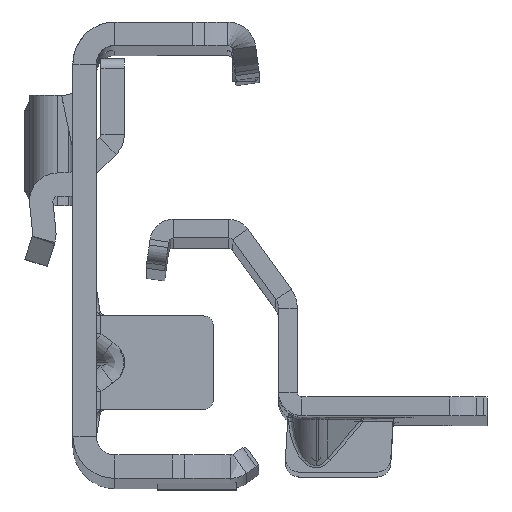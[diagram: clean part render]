
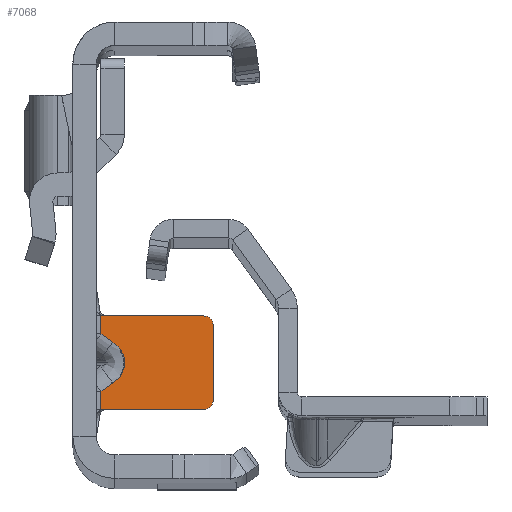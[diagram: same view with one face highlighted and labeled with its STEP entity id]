
A CAD part, top view. The second image highlights one B-rep face of the part: STEP entity #7068.
In plain terms, the highlighted planar face has unit normal (0, 0, 1).
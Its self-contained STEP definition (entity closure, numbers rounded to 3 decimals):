
#89 = VECTOR ( 'NONE', #10012, 1000. ) ;
#194 = CARTESIAN_POINT ( 'NONE',  ( 1.757, -12.792, -591.5 ) ) ;
#241 = CARTESIAN_POINT ( 'NONE',  ( -1.826, -15.6, -591.5 ) ) ;
#622 = VECTOR ( 'NONE', #2847, 1000. ) ;
#752 = ORIENTED_EDGE ( 'NONE', *, *, #5316, .T. ) ;
#876 = CARTESIAN_POINT ( 'NONE',  ( 11.5, -14.6, -591.5 ) ) ;
#1818 = VERTEX_POINT ( 'NONE', #15171 ) ;
#2111 = CARTESIAN_POINT ( 'NONE',  ( 11.5, -6.6, -591.5 ) ) ;
#2444 = ORIENTED_EDGE ( 'NONE', *, *, #17232, .F. ) ;
#2644 = EDGE_CURVE ( 'NONE', #17446, #12633, #7187, .T. ) ;
#2847 = DIRECTION ( 'NONE',  ( 1., 0., 0. ) ) ;
#3014 = VECTOR ( 'NONE', #8449, 1000. ) ;
#3165 = VECTOR ( 'NONE', #17391, 1000. ) ;
#3258 = ORIENTED_EDGE ( 'NONE', *, *, #12494, .T. ) ;
#3276 = DIRECTION ( 'NONE',  ( 0., 0., -1. ) ) ;
#3278 = DIRECTION ( 'NONE',  ( 0., 1., 0. ) ) ;
#3553 = LINE ( 'NONE', #4701, #4237 ) ;
#3913 = VERTEX_POINT ( 'NONE', #5918 ) ;
#4237 = VECTOR ( 'NONE', #3278, 1000. ) ;
#4360 = CARTESIAN_POINT ( 'NONE',  ( 0.708, -15.6, -591.5 ) ) ;
#4424 = CARTESIAN_POINT ( 'NONE',  ( 1.367, -8.131, -591.5 ) ) ;
#4577 = VECTOR ( 'NONE', #15520, 1000. ) ;
#4604 = DIRECTION ( 'NONE',  ( 0., 1., 0. ) ) ;
#4701 = CARTESIAN_POINT ( 'NONE',  ( 0.5, 22.3, -591.5 ) ) ;
#4870 = CARTESIAN_POINT ( 'NONE',  ( 1.757, -12.792, -591.5 ) ) ;
#4891 = CARTESIAN_POINT ( 'NONE',  ( -37.326, 22.3, -591.5 ) ) ;
#5023 = LINE ( 'NONE', #16639, #16811 ) ;
#5126 = AXIS2_PLACEMENT_3D ( 'NONE', #4891, #3276, #4604 ) ;
#5316 = EDGE_CURVE ( 'NONE', #1818, #8425, #18381, .T. ) ;
#5686 = ORIENTED_EDGE ( 'NONE', *, *, #13300, .T. ) ;
#5875 = VERTEX_POINT ( 'NONE', #17629 ) ;
#5918 = CARTESIAN_POINT ( 'NONE',  ( 11.5, -15.6, -591.5 ) ) ;
#6077 = CARTESIAN_POINT ( 'NONE',  ( 11.5, -5.6, -591.5 ) ) ;
#6967 = ORIENTED_EDGE ( 'NONE', *, *, #7881, .F. ) ;
#7068 = ADVANCED_FACE ( 'NONE', ( #8912 ), #11916, .F. ) ;
#7075 = EDGE_CURVE ( 'NONE', #11129, #11280, #16837, .T. ) ;
#7187 = CIRCLE ( 'NONE', #13626, 1. ) ;
#7525 = LINE ( 'NONE', #241, #622 ) ;
#7563 = DIRECTION ( 'NONE',  ( 0., -1., 0. ) ) ;
#7697 = CARTESIAN_POINT ( 'NONE',  ( 12.5, -6.6, -591.5 ) ) ;
#7881 = EDGE_CURVE ( 'NONE', #17827, #5875, #3553, .T. ) ;
#7900 = DIRECTION ( 'NONE',  ( 0., 1., 0. ) ) ;
#7998 = DIRECTION ( 'NONE',  ( -1., 0., 0. ) ) ;
#8116 = LINE ( 'NONE', #18299, #4577 ) ;
#8425 = VERTEX_POINT ( 'NONE', #13585 ) ;
#8449 = DIRECTION ( 'NONE',  ( 1., 0., 0. ) ) ;
#8591 = AXIS2_PLACEMENT_3D ( 'NONE', #876, #12677, #16691 ) ;
#8912 = FACE_OUTER_BOUND ( 'NONE', #15622, .T. ) ;
#8998 = DIRECTION ( 'NONE',  ( 0., 0., 1. ) ) ;
#9172 = EDGE_CURVE ( 'NONE', #5875, #11129, #8116, .T. ) ;
#9398 = EDGE_CURVE ( 'NONE', #17827, #17126, #7525, .T. ) ;
#9848 = VERTEX_POINT ( 'NONE', #15648 ) ;
#9887 = CARTESIAN_POINT ( 'NONE',  ( -1.826, -15.6, -591.5 ) ) ;
#9975 = LINE ( 'NONE', #9887, #3014 ) ;
#10012 = DIRECTION ( 'NONE',  ( -1., 0., 0. ) ) ;
#10407 = CARTESIAN_POINT ( 'NONE',  ( 12.5, -14.6, -591.5 ) ) ;
#10561 = CARTESIAN_POINT ( 'NONE',  ( 3.573, -9.692, -591.5 ) ) ;
#10753 = CARTESIAN_POINT ( 'NONE',  ( 3.573, -11.508, -591.5 ) ) ;
#10930 = ORIENTED_EDGE ( 'NONE', *, *, #17125, .T. ) ;
#11129 = VERTEX_POINT ( 'NONE', #4870 ) ;
#11280 = VERTEX_POINT ( 'NONE', #11304 ) ;
#11304 = CARTESIAN_POINT ( 'NONE',  ( 1.757, -8.408, -591.5 ) ) ;
#11321 = VECTOR ( 'NONE', #11675, 1000. ) ;
#11476 = CARTESIAN_POINT ( 'NONE',  ( -1.826, -5.6, -591.5 ) ) ;
#11675 = DIRECTION ( 'NONE',  ( 0., 1., 0. ) ) ;
#11858 = LINE ( 'NONE', #16453, #11321 ) ;
#11916 = PLANE ( 'NONE',  #5126 ) ;
#12494 = EDGE_CURVE ( 'NONE', #12633, #1818, #18969, .T. ) ;
#12552 = CARTESIAN_POINT ( 'NONE',  ( 0.5, -15.6, -591.5 ) ) ;
#12633 = VERTEX_POINT ( 'NONE', #6077 ) ;
#12677 = DIRECTION ( 'NONE',  ( 0., 0., 1. ) ) ;
#12846 = EDGE_CURVE ( 'NONE', #11280, #9848, #13966, .T. ) ;
#13288 = ORIENTED_EDGE ( 'NONE', *, *, #18527, .T. ) ;
#13300 = EDGE_CURVE ( 'NONE', #17126, #3913, #9975, .T. ) ;
#13585 = CARTESIAN_POINT ( 'NONE',  ( 0.5, -5.6, -591.5 ) ) ;
#13626 = AXIS2_PLACEMENT_3D ( 'NONE', #2111, #8998, #7563 ) ;
#13966 = LINE ( 'NONE', #4424, #3165 ) ;
#14587 = VECTOR ( 'NONE', #7998, 1000. ) ;
#15171 = CARTESIAN_POINT ( 'NONE',  ( 0.708, -5.6, -591.5 ) ) ;
#15520 = DIRECTION ( 'NONE',  ( 0.816, 0.577, 0. ) ) ;
#15622 = EDGE_LOOP ( 'NONE', ( #18190, #17608, #17626, #6967, #18539, #5686, #13288, #10930, #15736, #3258, #752, #2444 ) ) ;
#15648 = CARTESIAN_POINT ( 'NONE',  ( 0.5, -7.519, -591.5 ) ) ;
#15736 = ORIENTED_EDGE ( 'NONE', *, *, #2644, .T. ) ;
#16038 = VERTEX_POINT ( 'NONE', #10407 ) ;
#16453 = CARTESIAN_POINT ( 'NONE',  ( 12.5, -6.6, -591.5 ) ) ;
#16602 = CARTESIAN_POINT ( 'NONE',  ( 1.757, -8.408, -591.5 ) ) ;
#16639 = CARTESIAN_POINT ( 'NONE',  ( 0.5, 22.3, -591.5 ) ) ;
#16691 = DIRECTION ( 'NONE',  ( 0., 1., 0. ) ) ;
#16811 = VECTOR ( 'NONE', #7900, 1000. ) ;
#16822 = CARTESIAN_POINT ( 'NONE',  ( -1.826, -5.6, -591.5 ) ) ;
#16837 =( BOUNDED_CURVE ( )  B_SPLINE_CURVE ( 3, ( #194, #10753, #10561, #16602 ),
 .UNSPECIFIED., .F., .T. ) 
 B_SPLINE_CURVE_WITH_KNOTS ( ( 4, 4 ),
 ( 2.356, 3.927 ),
 .UNSPECIFIED. ) 
 CURVE ( )  GEOMETRIC_REPRESENTATION_ITEM ( )  RATIONAL_B_SPLINE_CURVE ( ( 1., 0.805, 0.805, 1. ) ) 
 REPRESENTATION_ITEM ( '' )  );
#16861 = CIRCLE ( 'NONE', #8591, 1. ) ;
#17125 = EDGE_CURVE ( 'NONE', #16038, #17446, #11858, .T. ) ;
#17126 = VERTEX_POINT ( 'NONE', #4360 ) ;
#17232 = EDGE_CURVE ( 'NONE', #9848, #8425, #5023, .T. ) ;
#17391 = DIRECTION ( 'NONE',  ( -0.816, 0.577, 0. ) ) ;
#17446 = VERTEX_POINT ( 'NONE', #7697 ) ;
#17608 = ORIENTED_EDGE ( 'NONE', *, *, #7075, .F. ) ;
#17626 = ORIENTED_EDGE ( 'NONE', *, *, #9172, .F. ) ;
#17629 = CARTESIAN_POINT ( 'NONE',  ( 0.5, -13.681, -591.5 ) ) ;
#17827 = VERTEX_POINT ( 'NONE', #12552 ) ;
#18190 = ORIENTED_EDGE ( 'NONE', *, *, #12846, .F. ) ;
#18299 = CARTESIAN_POINT ( 'NONE',  ( 2.624, -12.179, -591.5 ) ) ;
#18381 = LINE ( 'NONE', #16822, #14587 ) ;
#18527 = EDGE_CURVE ( 'NONE', #3913, #16038, #16861, .T. ) ;
#18539 = ORIENTED_EDGE ( 'NONE', *, *, #9398, .T. ) ;
#18969 = LINE ( 'NONE', #11476, #89 ) ;
